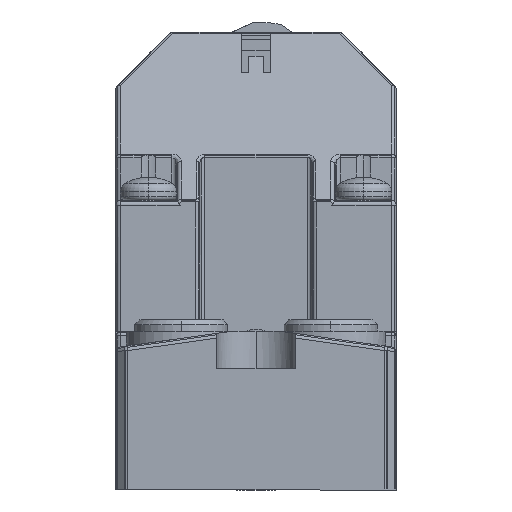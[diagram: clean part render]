
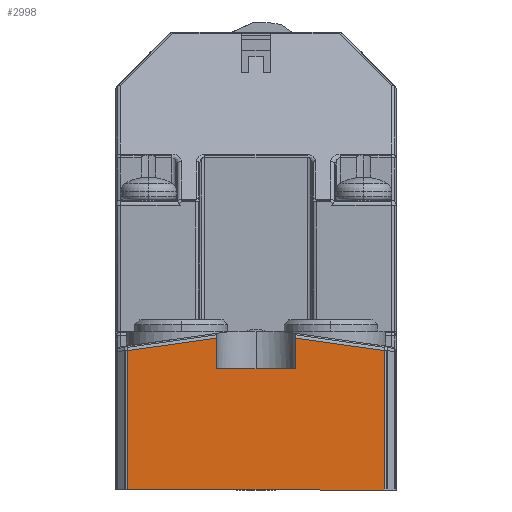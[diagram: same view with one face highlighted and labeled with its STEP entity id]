
A CAD part, front view. The second image highlights one B-rep face of the part: STEP entity #2998.
In plain terms, the highlighted planar face has unit normal (0, -1, 0).
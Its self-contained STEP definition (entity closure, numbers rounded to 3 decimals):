
#2974=AXIS2_PLACEMENT_3D('Plane Axis2P3D',#2971,#2972,#2973) ;
#591=CARTESIAN_POINT('Vertex',(1.257,0.,14.915)) ;
#656=CARTESIAN_POINT('Line Origine',(15.,0.,13.)) ;
#660=CARTESIAN_POINT('Vertex',(19.2,0.,13.)) ;
#662=CARTESIAN_POINT('Vertex',(10.8,0.,13.)) ;
#726=CARTESIAN_POINT('Vertex',(28.743,0.,14.915)) ;
#1268=CARTESIAN_POINT('Vertex',(19.2,0.,16.256)) ;
#1271=CARTESIAN_POINT('Line Origine',(24.731,0.,15.479)) ;
#1300=CARTESIAN_POINT('Line Origine',(19.2,0.,14.628)) ;
#1790=CARTESIAN_POINT('Vertex',(10.8,0.,16.256)) ;
#1793=CARTESIAN_POINT('Line Origine',(10.8,0.,14.628)) ;
#1839=CARTESIAN_POINT('Line Origine',(13.729,0.,16.668)) ;
#2939=CARTESIAN_POINT('Vertex',(1.257,0.,0.)) ;
#2942=CARTESIAN_POINT('Line Origine',(1.257,0.,0.)) ;
#2971=CARTESIAN_POINT('Axis2P3D Location',(30.,0.,0.)) ;
#2976=CARTESIAN_POINT('Line Origine',(15.,0.,0.)) ;
#2980=CARTESIAN_POINT('Vertex',(28.743,0.,0.)) ;
#2983=CARTESIAN_POINT('Line Origine',(28.743,0.,7.458)) ;
#657=DIRECTION('Vector Direction',(-1.,0.,0.)) ;
#1272=DIRECTION('Vector Direction',(-0.99,0.,0.139)) ;
#1301=DIRECTION('Vector Direction',(0.,0.,-1.)) ;
#1794=DIRECTION('Vector Direction',(0.,0.,1.)) ;
#1840=DIRECTION('Vector Direction',(-0.99,0.,-0.139)) ;
#2943=DIRECTION('Vector Direction',(0.,0.,1.)) ;
#2972=DIRECTION('Axis2P3D Direction',(0.,-1.,0.)) ;
#2973=DIRECTION('Axis2P3D XDirection',(0.,0.,-1.)) ;
#2977=DIRECTION('Vector Direction',(1.,0.,0.)) ;
#2984=DIRECTION('Vector Direction',(0.,0.,-1.)) ;
#658=VECTOR('Line Direction',#657,1.) ;
#1273=VECTOR('Line Direction',#1272,1.) ;
#1302=VECTOR('Line Direction',#1301,1.) ;
#1795=VECTOR('Line Direction',#1794,1.) ;
#1841=VECTOR('Line Direction',#1840,1.) ;
#2944=VECTOR('Line Direction',#2943,1.) ;
#2978=VECTOR('Line Direction',#2977,1.) ;
#2985=VECTOR('Line Direction',#2984,1.) ;
#2989=ORIENTED_EDGE('',*,*,#1843,.F.) ;
#2990=ORIENTED_EDGE('',*,*,#2946,.F.) ;
#2991=ORIENTED_EDGE('',*,*,#2982,.T.) ;
#2992=ORIENTED_EDGE('',*,*,#2987,.F.) ;
#2993=ORIENTED_EDGE('',*,*,#1275,.F.) ;
#2994=ORIENTED_EDGE('',*,*,#1304,.T.) ;
#2995=ORIENTED_EDGE('',*,*,#664,.T.) ;
#2996=ORIENTED_EDGE('',*,*,#1797,.T.) ;
#2998=ADVANCED_FACE('Hauptk\X2\00F6\X0\rper',(#2997),#2975,.T.) ;
#664=EDGE_CURVE('',#661,#663,#659,.T.) ;
#1275=EDGE_CURVE('',#1269,#727,#1274,.F.) ;
#1304=EDGE_CURVE('',#1269,#661,#1303,.T.) ;
#1797=EDGE_CURVE('',#663,#1791,#1796,.T.) ;
#1843=EDGE_CURVE('',#592,#1791,#1842,.F.) ;
#2946=EDGE_CURVE('',#2940,#592,#2945,.T.) ;
#2982=EDGE_CURVE('',#2940,#2981,#2979,.T.) ;
#2987=EDGE_CURVE('',#727,#2981,#2986,.T.) ;
#2988=EDGE_LOOP('',(#2989,#2990,#2991,#2992,#2993,#2994,#2995,#2996)) ;
#2997=FACE_OUTER_BOUND('',#2988,.T.) ;
#659=LINE('Line',#656,#658) ;
#1274=LINE('Line',#1271,#1273) ;
#1303=LINE('Line',#1300,#1302) ;
#1796=LINE('Line',#1793,#1795) ;
#1842=LINE('Line',#1839,#1841) ;
#2945=LINE('Line',#2942,#2944) ;
#2979=LINE('Line',#2976,#2978) ;
#2986=LINE('Line',#2983,#2985) ;
#2975=PLANE('',#2974) ;
#592=VERTEX_POINT('',#591) ;
#661=VERTEX_POINT('',#660) ;
#663=VERTEX_POINT('',#662) ;
#727=VERTEX_POINT('',#726) ;
#1269=VERTEX_POINT('',#1268) ;
#1791=VERTEX_POINT('',#1790) ;
#2940=VERTEX_POINT('',#2939) ;
#2981=VERTEX_POINT('',#2980) ;
